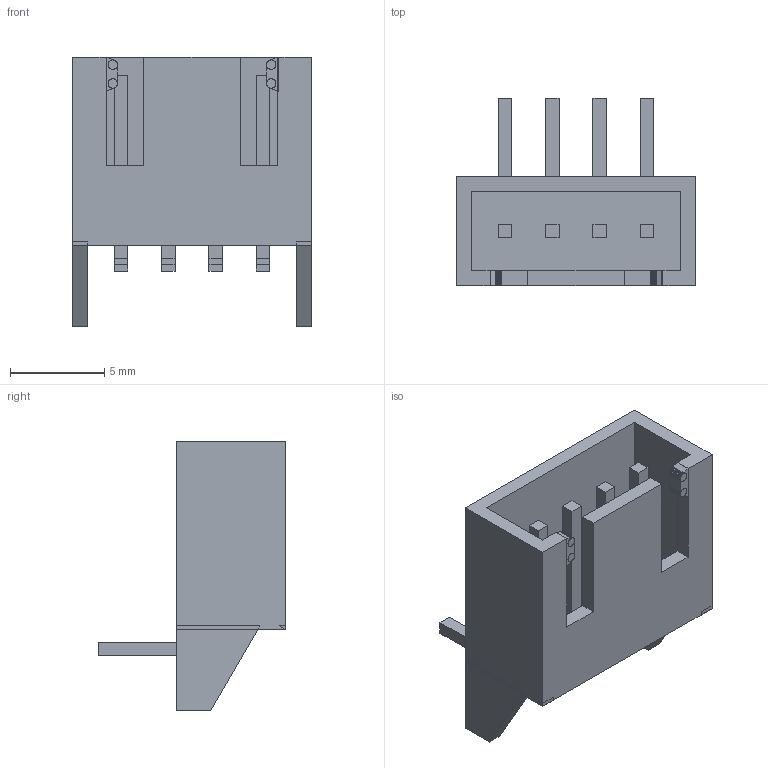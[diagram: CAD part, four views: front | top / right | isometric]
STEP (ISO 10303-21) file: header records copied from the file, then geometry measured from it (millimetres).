
FILE_DESCRIPTION(('FreeCAD Model'),'2;1');
FILE_NAME('X4HB-XH-A.step', '2019-02-14T18:35:21',('Author'),(''), 'Open CASCADE STEP processor 7.3','FreeCAD','Unknown');
FILE_SCHEMA(('AUTOMOTIVE_DESIGN { 1 0 10303 214 1 1 1 1 }'));
Length unit declared in the file: millimetre
Products named in the file (14): difference; hull001; Group; hull; difference001; difference002; prism002; cube018; prism003; cube016; prism; cube017; prism001; cube019
Bounding box: 12.7 x 9.95 x 14.3 mm (x, y, z)
Volume: 403.3 mm3; surface area: 1035.2 mm2
Topology: 19 solids, 19 shells, 488 faces, 1326 edges, 876 vertices
Faces by surface type: plane 488
Entity records: 33053 total; most frequent: CARTESIAN_POINT 5427, DIRECTION 4872, LINE 3894, VECTOR 3894, ORIENTED_EDGE 2652, PCURVE 2652, DEFINITIONAL_REPRESENTATION 2652, EDGE_CURVE 1326
